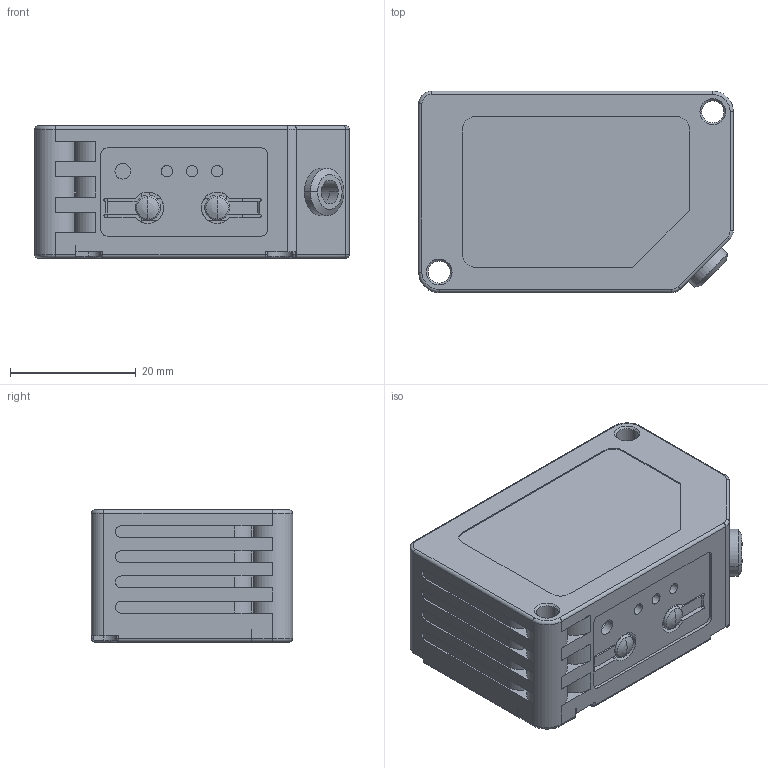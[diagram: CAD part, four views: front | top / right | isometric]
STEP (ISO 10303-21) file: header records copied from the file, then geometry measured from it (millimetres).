
FILE_DESCRIPTION(/* description */ (''),/* implementation_level */ '2;1');
FILE_NAME(/* name */ '',/* time_stamp */ '2019-01-25T09:50:25+08:00',/* author */ (''),/* organization */ (''),/* preprocessor_version */ 'ST-DEVELOPER v14',/* originating_system */ 'SIEMENS PLM Software NX 8.0',/* authorisation */ '');
FILE_SCHEMA (('AP203_CONFIGURATION_CONTROLLED_3D_DESIGN_OF_MECHANICAL_PARTS_AND_ASSEMBLIES_MIM_LF { 1 0 10303 403 2 1 2}'));
Bounding box: 50 x 32 x 21 mm (x, y, z)
Volume: 12341.4 mm3; surface area: 13609.8 mm2
Topology: 1 solids, 2 shells, 415 faces, 1105 edges, 709 vertices
Faces by surface type: plane 226, cylinder 135, cone 24, torus 15, sphere 8, bspline 7
Entity records: 13140 total; most frequent: CRTPNT 2464, DRCTN 2259, ORNEDG 2178, EDGCRV 1089, A2PL3D 774, LINE 711, VECTOR 711, VRTPNT 703
